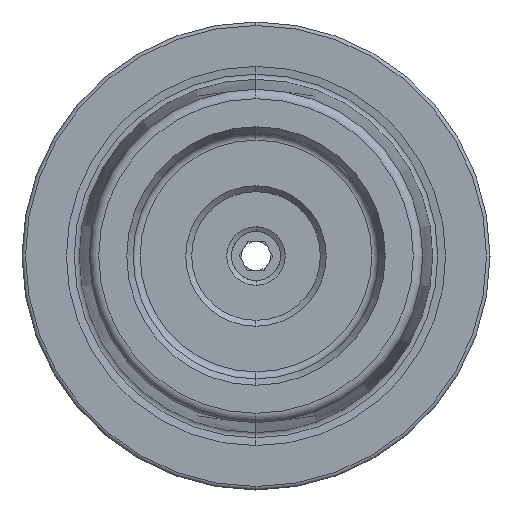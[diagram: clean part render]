
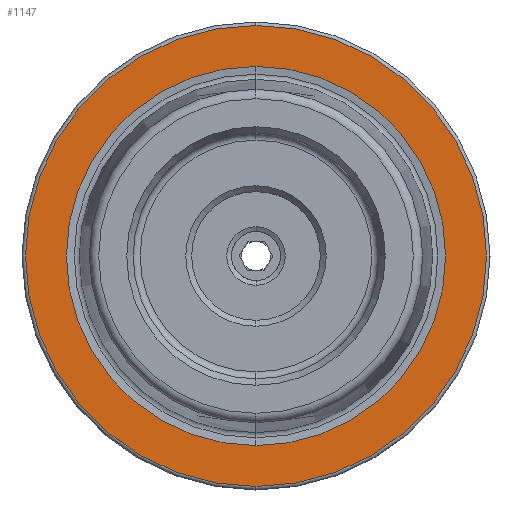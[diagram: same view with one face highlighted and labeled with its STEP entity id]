
A CAD part, left-side view. The second image highlights one B-rep face of the part: STEP entity #1147.
In plain terms, the highlighted planar face has unit normal (-1, 0, 0).
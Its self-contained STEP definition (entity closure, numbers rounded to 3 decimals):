
#683 = EDGE_LOOP ( 'NONE', ( #844, #843 ) ) ;
#687 = EDGE_LOOP ( 'NONE', ( #846, #845 ) ) ;
#843 = ORIENTED_EDGE ( 'NONE', *, *, #1309, .T. ) ;
#844 = ORIENTED_EDGE ( 'NONE', *, *, #1253, .T. ) ;
#845 = ORIENTED_EDGE ( 'NONE', *, *, #1249, .F. ) ;
#846 = ORIENTED_EDGE ( 'NONE', *, *, #1310, .F. ) ;
#935 = VERTEX_POINT ( 'NONE', #1619 ) ;
#940 = VERTEX_POINT ( 'NONE', #1627 ) ;
#942 = VERTEX_POINT ( 'NONE', #1630 ) ;
#943 = VERTEX_POINT ( 'NONE', #1632 ) ;
#1147 = ADVANCED_FACE ( 'NONE', ( #2687, #2694 ), #3036, .F. ) ;
#1249 = EDGE_CURVE ( 'NONE', #935, #940, #3934, .T. ) ;
#1253 = EDGE_CURVE ( 'NONE', #942, #943, #3941, .T. ) ;
#1309 = EDGE_CURVE ( 'NONE', #943, #942, #4013, .T. ) ;
#1310 = EDGE_CURVE ( 'NONE', #940, #935, #4014, .T. ) ;
#1619 = CARTESIAN_POINT ( 'NONE',  ( 0., 0., -16.207 ) ) ;
#1627 = CARTESIAN_POINT ( 'NONE',  ( 0., 0., 16.207 ) ) ;
#1630 = CARTESIAN_POINT ( 'NONE',  ( 0., 0., 19.7 ) ) ;
#1632 = CARTESIAN_POINT ( 'NONE',  ( 0., 0., -19.7 ) ) ;
#2039 = CARTESIAN_POINT ( 'NONE',  ( 0., 0., 0. ) ) ;
#2040 = DIRECTION ( 'NONE',  ( -1., 0., 0. ) ) ;
#2041 = DIRECTION ( 'NONE',  ( 0., 0., 1. ) ) ;
#2042 = CARTESIAN_POINT ( 'NONE',  ( 0., 0., 0. ) ) ;
#2043 = DIRECTION ( 'NONE',  ( -1., 0., 0. ) ) ;
#2044 = DIRECTION ( 'NONE',  ( 0., 0., 1. ) ) ;
#2687 = FACE_BOUND ( 'NONE', #687, .T. ) ;
#2694 = FACE_OUTER_BOUND ( 'NONE', #683, .T. ) ;
#2950 = AXIS2_PLACEMENT_3D ( 'NONE', #3034, #3033, #3038 ) ;
#3033 = DIRECTION ( 'NONE',  ( 1., 0., 0. ) ) ;
#3034 = CARTESIAN_POINT ( 'NONE',  ( 0., 19.7, 0. ) ) ;
#3036 = PLANE ( 'NONE',  #2950 ) ;
#3038 = DIRECTION ( 'NONE',  ( 0., 0., -1. ) ) ;
#3508 = CARTESIAN_POINT ( 'NONE',  ( 0., 0., 0. ) ) ;
#3509 = DIRECTION ( 'NONE',  ( -1., 0., 0. ) ) ;
#3510 = DIRECTION ( 'NONE',  ( 0., 0., 1. ) ) ;
#3518 = CARTESIAN_POINT ( 'NONE',  ( 0., 0., 0. ) ) ;
#3519 = DIRECTION ( 'NONE',  ( -1., 0., 0. ) ) ;
#3520 = DIRECTION ( 'NONE',  ( 0., 0., 1. ) ) ;
#3664 = AXIS2_PLACEMENT_3D ( 'NONE', #3508, #3509, #3510 ) ;
#3667 = AXIS2_PLACEMENT_3D ( 'NONE', #3518, #3519, #3520 ) ;
#3707 = AXIS2_PLACEMENT_3D ( 'NONE', #2039, #2040, #2041 ) ;
#3708 = AXIS2_PLACEMENT_3D ( 'NONE', #2042, #2043, #2044 ) ;
#3934 = CIRCLE ( 'NONE', #3664, 16.207 ) ;
#3941 = CIRCLE ( 'NONE', #3667, 19.7 ) ;
#4013 = CIRCLE ( 'NONE', #3707, 19.7 ) ;
#4014 = CIRCLE ( 'NONE', #3708, 16.207 ) ;
